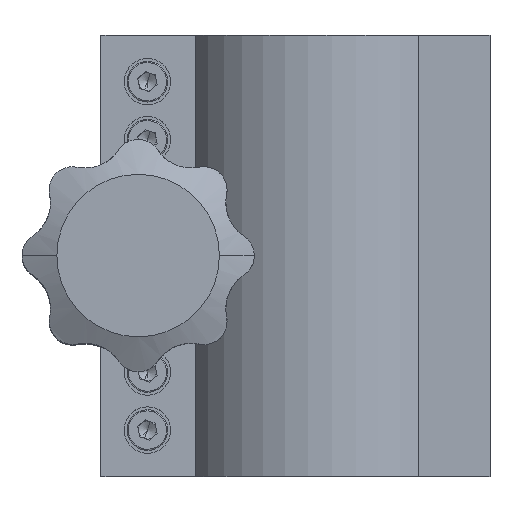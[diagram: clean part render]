
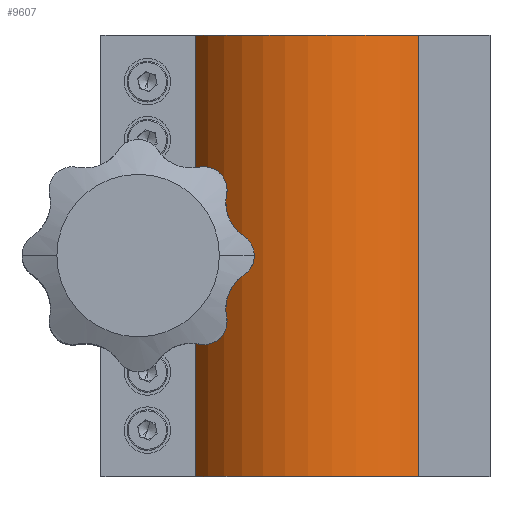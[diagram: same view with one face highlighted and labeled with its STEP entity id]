
A CAD part, top view. The second image highlights one B-rep face of the part: STEP entity #9607.
In plain terms, the highlighted cylindrical face has radius 25 mm (diameter 50 mm), a partial arc.
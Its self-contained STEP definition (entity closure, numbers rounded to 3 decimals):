
#135 = DIRECTION ( 'NONE',  ( 0., -1., 0. ) ) ;
#172 = CARTESIAN_POINT ( 'NONE',  ( 16.248, -76., 19. ) ) ;
#339 = CARTESIAN_POINT ( 'NONE',  ( -22.198, 0., 11.5 ) ) ;
#348 = EDGE_LOOP ( 'NONE', ( #1758, #8636, #4386, #3562 ) ) ;
#440 = CARTESIAN_POINT ( 'NONE',  ( -22.198, -76., 11.5 ) ) ;
#825 = VERTEX_POINT ( 'NONE', #440 ) ;
#827 = CARTESIAN_POINT ( 'NONE',  ( -22.198, -76., 11.5 ) ) ;
#1089 = AXIS2_PLACEMENT_3D ( 'NONE', #2278, #10700, #7350 ) ;
#1183 = FACE_OUTER_BOUND ( 'NONE', #348, .T. ) ;
#1339 = CIRCLE ( 'NONE', #9621, 25. ) ;
#1654 = VERTEX_POINT ( 'NONE', #6206 ) ;
#1758 = ORIENTED_EDGE ( 'NONE', *, *, #5129, .T. ) ;
#1798 = DIRECTION ( 'NONE',  ( 1., 0., 0. ) ) ;
#1826 = VECTOR ( 'NONE', #4075, 1000. ) ;
#2278 = CARTESIAN_POINT ( 'NONE',  ( 0., 0., 0. ) ) ;
#2347 = CYLINDRICAL_SURFACE ( 'NONE', #8155, 25. ) ;
#2482 = CARTESIAN_POINT ( 'NONE',  ( 0., -76., 0. ) ) ;
#3410 = CARTESIAN_POINT ( 'NONE',  ( 0., -76., 0. ) ) ;
#3562 = ORIENTED_EDGE ( 'NONE', *, *, #10708, .T. ) ;
#4075 = DIRECTION ( 'NONE',  ( 0., 1., 0. ) ) ;
#4386 = ORIENTED_EDGE ( 'NONE', *, *, #7481, .F. ) ;
#4933 = VERTEX_POINT ( 'NONE', #7856 ) ;
#5129 = EDGE_CURVE ( 'NONE', #1654, #9367, #10294, .T. ) ;
#5205 = LINE ( 'NONE', #172, #8052 ) ;
#6206 = CARTESIAN_POINT ( 'NONE',  ( 16.248, 0., 19. ) ) ;
#6648 = DIRECTION ( 'NONE',  ( 0., 1., 0. ) ) ;
#7350 = DIRECTION ( 'NONE',  ( 1., 0., 0. ) ) ;
#7476 = DIRECTION ( 'NONE',  ( -1., 0., 0. ) ) ;
#7481 = EDGE_CURVE ( 'NONE', #4933, #825, #1339, .T. ) ;
#7711 = DIRECTION ( 'NONE',  ( 0., 1., 0. ) ) ;
#7856 = CARTESIAN_POINT ( 'NONE',  ( 16.248, -76., 19. ) ) ;
#8052 = VECTOR ( 'NONE', #7711, 1000. ) ;
#8155 = AXIS2_PLACEMENT_3D ( 'NONE', #2482, #6648, #7476 ) ;
#8636 = ORIENTED_EDGE ( 'NONE', *, *, #10557, .F. ) ;
#9367 = VERTEX_POINT ( 'NONE', #339 ) ;
#9607 = ADVANCED_FACE ( 'NONE', ( #1183 ), #2347, .T. ) ;
#9621 = AXIS2_PLACEMENT_3D ( 'NONE', #3410, #135, #1798 ) ;
#10294 = CIRCLE ( 'NONE', #1089, 25. ) ;
#10510 = LINE ( 'NONE', #827, #1826 ) ;
#10557 = EDGE_CURVE ( 'NONE', #825, #9367, #10510, .T. ) ;
#10700 = DIRECTION ( 'NONE',  ( 0., -1., 0. ) ) ;
#10708 = EDGE_CURVE ( 'NONE', #4933, #1654, #5205, .T. ) ;
